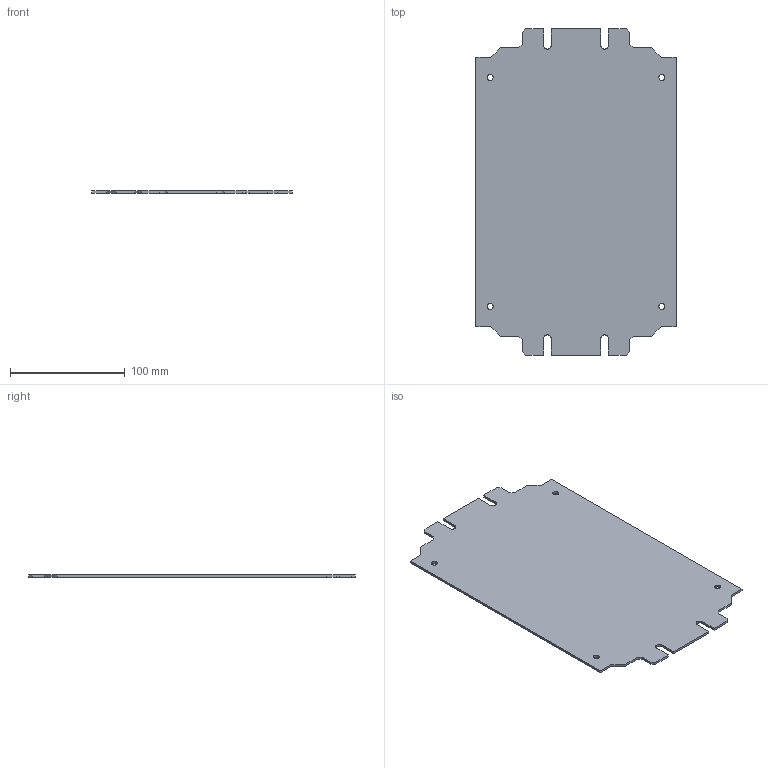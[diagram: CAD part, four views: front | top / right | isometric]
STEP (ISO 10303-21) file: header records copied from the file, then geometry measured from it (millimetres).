
FILE_DESCRIPTION(/* description */ ('STEP AP214'),/* implementation_level */ '2;1');
FILE_NAME(/* name */ 'CAD_MPL_1554.000',/* time_stamp */ '2023-08-04T09:28:11+02:00',/* author */ ('License CC BY-ND 4.0'),/* organization */ ('CADENAS'),/* preprocessor_version */ 'ST-DEVELOPER v19.3',/* originating_system */ 'PARTsolutions',/* authorisation */ ' ');
FILE_SCHEMA (('AUTOMOTIVE_DESIGN {1 0 10303 214 3 1 1}'));
Length unit declared in the file: millimetre
Products named in the file (1): CAD_MPL_1554.000
Bounding box: 175 x 285 x 2 mm (x, y, z)
Volume: 92158.7 mm3; surface area: 94323.5 mm2
Topology: 1 solids, 1 shells, 50 faces, 144 edges, 96 vertices
Faces by surface type: plane 42, cylinder 8
Full cylindrical faces by diameter (mm): 5.2 x4
Entity records: 1650 total; most frequent: CARTESIAN_POINT 287, ORIENTED_EDGE 280, DIRECTION 258, EDGE_CURVE 140, LINE 124, VECTOR 124, VERTEX_POINT 96, AXIS2_PLACEMENT_3D 67
